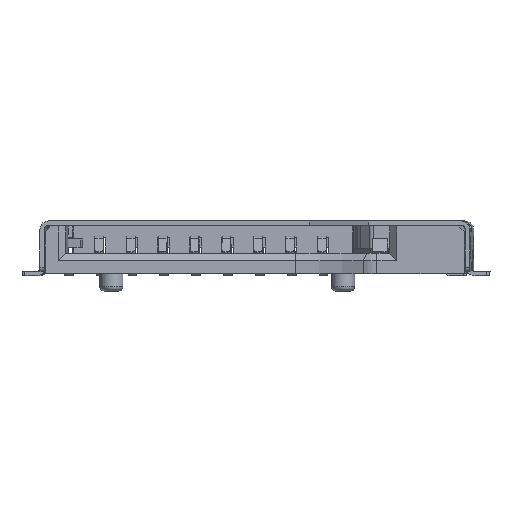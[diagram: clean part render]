
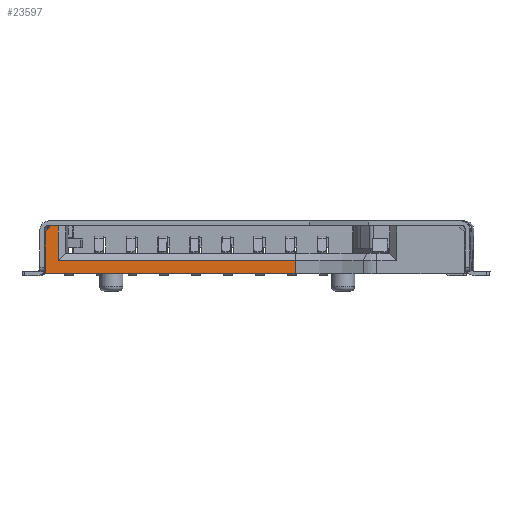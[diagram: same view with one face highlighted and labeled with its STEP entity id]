
A CAD part, left-side view. The second image highlights one B-rep face of the part: STEP entity #23597.
In plain terms, the highlighted planar face has unit normal (-1, 0.011, 0).
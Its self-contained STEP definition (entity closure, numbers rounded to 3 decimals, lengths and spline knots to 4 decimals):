
#1671=FACE_OUTER_BOUND('',#2901,.T.);
#2901=EDGE_LOOP('',(#20606,#20607,#20608,#20609,#20610,#20611,#20612));
#4467=LINE('',#34510,#7079);
#4802=LINE('',#35297,#7414);
#4812=LINE('',#35318,#7424);
#4908=LINE('',#35513,#7520);
#4911=LINE('',#35520,#7523);
#6045=LINE('',#47496,#8657);
#6046=LINE('',#47497,#8658);
#7079=VECTOR('',#27859,8.6475);
#7414=VECTOR('',#28422,1.45);
#7424=VECTOR('',#28434,0.2828);
#7520=VECTOR('',#28550,8.1975);
#7523=VECTOR('',#28559,0.45);
#8657=VECTOR('',#31255,1.2);
#8658=VECTOR('',#31256,0.25);
#9488=VERTEX_POINT('',#34507);
#9489=VERTEX_POINT('',#34509);
#9773=VERTEX_POINT('',#35282);
#9789=VERTEX_POINT('',#35317);
#9877=VERTEX_POINT('',#35510);
#9878=VERTEX_POINT('',#35512);
#10761=VERTEX_POINT('',#47495);
#12065=EDGE_CURVE('',#9488,#9489,#4467,.T.);
#12443=EDGE_CURVE('',#9489,#9773,#4802,.T.);
#12453=EDGE_CURVE('',#9773,#9789,#4812,.T.);
#12551=EDGE_CURVE('',#9877,#9878,#4908,.T.);
#12555=EDGE_CURVE('',#9878,#9488,#4911,.T.);
#14061=EDGE_CURVE('',#9877,#10761,#6045,.T.);
#14062=EDGE_CURVE('',#10761,#9789,#6046,.T.);
#20606=ORIENTED_EDGE('',*,*,#12551,.F.);
#20607=ORIENTED_EDGE('',*,*,#14061,.T.);
#20608=ORIENTED_EDGE('',*,*,#14062,.T.);
#20609=ORIENTED_EDGE('',*,*,#12453,.F.);
#20610=ORIENTED_EDGE('',*,*,#12443,.F.);
#20611=ORIENTED_EDGE('',*,*,#12065,.F.);
#20612=ORIENTED_EDGE('',*,*,#12555,.F.);
#21636=PLANE('',#25317);
#23597=ADVANCED_FACE('',(#1671),#21636,.T.);
#25317=AXIS2_PLACEMENT_3D('',#47494,#31253,#31254);
#27859=DIRECTION('',(0.011,1.,0.));
#28422=DIRECTION('',(0.,0.,1.));
#28434=DIRECTION('',(-0.008,-0.707,0.707));
#28550=DIRECTION('',(-0.011,-1.,0.));
#28559=DIRECTION('',(0.,0.,-1.));
#31253=DIRECTION('center_axis',(-1.,0.011,0.));
#31254=DIRECTION('ref_axis',(-0.011,-1.,0.));
#31255=DIRECTION('',(0.,0.,1.));
#31256=DIRECTION('',(0.011,1.,0.));
#34507=CARTESIAN_POINT('',(-3.3803,-1.273,0.1));
#34509=CARTESIAN_POINT('',(-3.2859,7.374,0.1));
#34510=CARTESIAN_POINT('',(-3.3803,-1.273,0.1));
#35282=CARTESIAN_POINT('',(-3.2859,7.374,1.55));
#35297=CARTESIAN_POINT('',(-3.2859,7.374,0.1));
#35317=CARTESIAN_POINT('',(-3.2881,7.174,1.75));
#35318=CARTESIAN_POINT('',(-3.2859,7.374,1.55));
#35510=CARTESIAN_POINT('',(-3.2909,6.924,0.55));
#35512=CARTESIAN_POINT('',(-3.3803,-1.273,0.55));
#35513=CARTESIAN_POINT('',(-3.2909,6.924,0.55));
#35520=CARTESIAN_POINT('',(-3.3803,-1.273,0.55));
#47494=CARTESIAN_POINT('Origin',(-3.3331,3.0505,0.067));
#47495=CARTESIAN_POINT('',(-3.2909,6.924,1.75));
#47496=CARTESIAN_POINT('',(-3.2909,6.924,0.55));
#47497=CARTESIAN_POINT('',(-3.2909,6.924,1.75));
